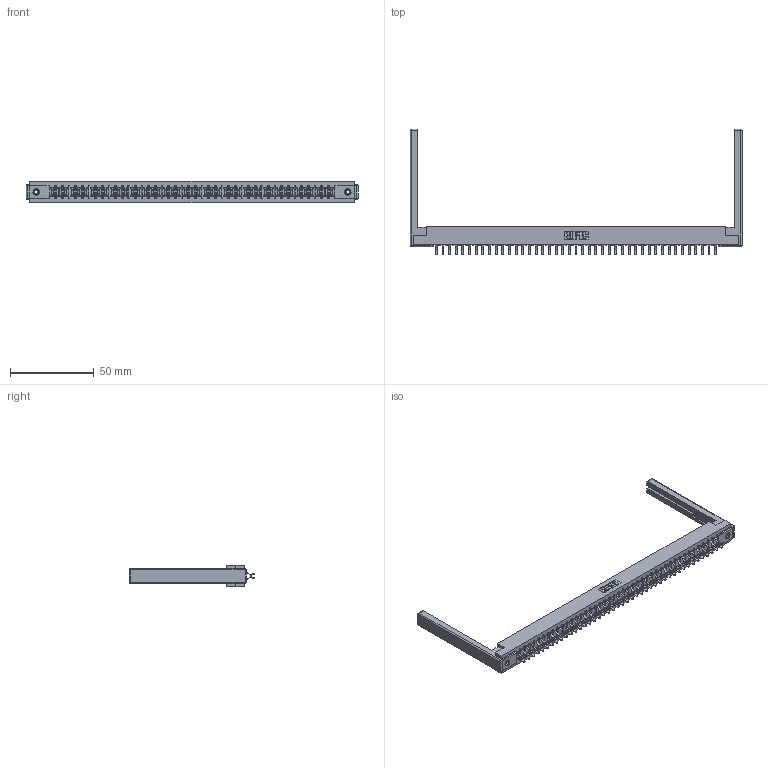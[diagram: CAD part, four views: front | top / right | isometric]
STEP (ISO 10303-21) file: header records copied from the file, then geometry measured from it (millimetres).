
FILE_DESCRIPTION (( 'STEP AP203' ), '1' );
FILE_NAME ('357-086-456-268.STEP', '2020-10-04T05:55:34', ( '' ), ( '' ), 'SwSTEP 2.0', 'SolidWorks 2020', '' );
FILE_SCHEMA (( 'CONFIG_CONTROL_DESIGN' ));
Length unit declared in the file: inch
Products named in the file (5): 307-220-068; 357-086-456-268; 345-250-001_345-250-001-102; 307-290-001_556; 307 Part_.156 Dia Mounting Holes
Assembly tree (91 placements, depth 2):
  357-086-456-268
    307 Part_.156 Dia Mounting Holes
    307-290-001_556  x86
    307-220-068  x2
    345-250-001_345-250-001-102  x2
Bounding box: 197.82 x 74.93 x 12.7 mm (x, y, z)
Volume: 25407.4 mm3; surface area: 29503.1 mm2
Topology: 91 solids, 91 shells, 4616 faces, 12925 edges, 8362 vertices
Faces by surface type: plane 2996, cylinder 1508, sphere 96, cone 12, torus 4
Entity records: 40979 total; most frequent: CARTESIAN_POINT 6680, ORIENTED_EDGE 6612, DIRECTION 6558, EDGE_CURVE 3306, VECTOR 2534, LINE 2534, VERTEX_POINT 2134, AXIS2_PLACEMENT_3D 2012
